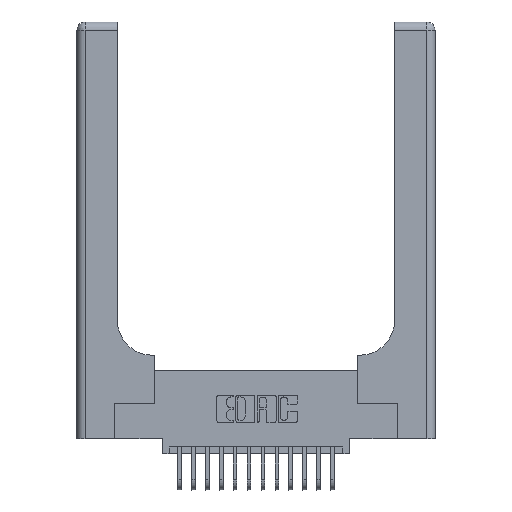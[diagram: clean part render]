
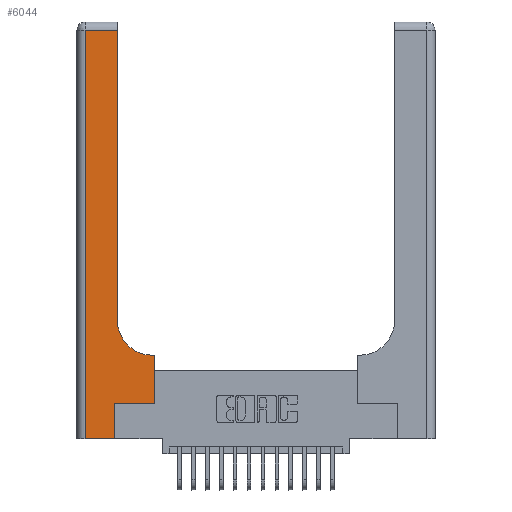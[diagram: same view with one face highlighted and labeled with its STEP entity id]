
A CAD part, top view. The second image highlights one B-rep face of the part: STEP entity #6044.
In plain terms, the highlighted planar face has unit normal (0, 0, 1).
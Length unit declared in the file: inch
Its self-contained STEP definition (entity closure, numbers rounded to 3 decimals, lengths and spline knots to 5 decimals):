
#45 = CARTESIAN_POINT ( 'NONE',  ( 0.2915, 0.85, 0.37 ) ) ;
#383 = VECTOR ( 'NONE', #13310, 39.37008 ) ;
#1051 = ORIENTED_EDGE ( 'NONE', *, *, #16702, .T. ) ;
#1922 = DIRECTION ( 'NONE',  ( 0., 1., 0. ) ) ;
#2092 = EDGE_CURVE ( 'NONE', #17705, #3242, #5392, .T. ) ;
#2620 = CARTESIAN_POINT ( 'NONE',  ( 0.269, 0.25, 0.37 ) ) ;
#2641 = CARTESIAN_POINT ( 'NONE',  ( 0.5585, 0.25, 0.37 ) ) ;
#2923 = EDGE_CURVE ( 'NONE', #16394, #17705, #14266, .T. ) ;
#3074 = EDGE_CURVE ( 'NONE', #13608, #7003, #12056, .T. ) ;
#3089 = VERTEX_POINT ( 'NONE', #4719 ) ;
#3242 = VERTEX_POINT ( 'NONE', #2641 ) ;
#3257 = DIRECTION ( 'NONE',  ( 1., 0., 0. ) ) ;
#3513 = ORIENTED_EDGE ( 'NONE', *, *, #2092, .T. ) ;
#3775 = AXIS2_PLACEMENT_3D ( 'NONE', #8239, #8532, #19565 ) ;
#4337 = CARTESIAN_POINT ( 'NONE',  ( 0.5415, 0.6, 0.37 ) ) ;
#4342 = LINE ( 'NONE', #14694, #4823 ) ;
#4378 = DIRECTION ( 'NONE',  ( 1., 0., 0. ) ) ;
#4621 = DIRECTION ( 'NONE',  ( 0., 1., 0. ) ) ;
#4719 = CARTESIAN_POINT ( 'NONE',  ( 0.2915, 2.94, 0.37 ) ) ;
#4823 = VECTOR ( 'NONE', #1922, 39.37008 ) ;
#4940 = VERTEX_POINT ( 'NONE', #45 ) ;
#5287 = CARTESIAN_POINT ( 'NONE',  ( 0.269, 0., 0.37 ) ) ;
#5392 = LINE ( 'NONE', #2620, #10392 ) ;
#5814 = DIRECTION ( 'NONE',  ( 1., 0., 0. ) ) ;
#6044 = ADVANCED_FACE ( 'NONE', ( #12125 ), #6193, .F. ) ;
#6059 = VERTEX_POINT ( 'NONE', #10101 ) ;
#6193 = PLANE ( 'NONE',  #3775 ) ;
#6439 = DIRECTION ( 'NONE',  ( 0., -1., 0. ) ) ;
#6831 = LINE ( 'NONE', #12588, #18712 ) ;
#7003 = VERTEX_POINT ( 'NONE', #16718 ) ;
#7095 = CARTESIAN_POINT ( 'NONE',  ( 0.2915, 0.6, 0.37 ) ) ;
#7361 = ORIENTED_EDGE ( 'NONE', *, *, #11864, .T. ) ;
#7494 = VECTOR ( 'NONE', #5814, 39.37008 ) ;
#7717 = CARTESIAN_POINT ( 'NONE',  ( 0.269, 0., 0.37 ) ) ;
#8239 = CARTESIAN_POINT ( 'NONE',  ( 0., 3., 0.37 ) ) ;
#8532 = DIRECTION ( 'NONE',  ( 0., 0., -1. ) ) ;
#8597 = CIRCLE ( 'NONE', #10174, 0.25 ) ;
#8778 = VECTOR ( 'NONE', #13484, 39.37008 ) ;
#9556 = DIRECTION ( 'NONE',  ( 0., 0., -1. ) ) ;
#10028 = LINE ( 'NONE', #11841, #383 ) ;
#10101 = CARTESIAN_POINT ( 'NONE',  ( 0.5585, 0.6, 0.37 ) ) ;
#10174 = AXIS2_PLACEMENT_3D ( 'NONE', #11129, #9556, #3257 ) ;
#10334 = EDGE_CURVE ( 'NONE', #4940, #3089, #6831, .T. ) ;
#10382 = ORIENTED_EDGE ( 'NONE', *, *, #11698, .T. ) ;
#10392 = VECTOR ( 'NONE', #4378, 39.37008 ) ;
#11129 = CARTESIAN_POINT ( 'NONE',  ( 0.5415, 0.85, 0.37 ) ) ;
#11226 = LINE ( 'NONE', #16819, #7494 ) ;
#11698 = EDGE_CURVE ( 'NONE', #3089, #13608, #10028, .T. ) ;
#11841 = CARTESIAN_POINT ( 'NONE',  ( 0., 2.94, 0.37 ) ) ;
#11864 = EDGE_CURVE ( 'NONE', #6059, #14942, #12470, .T. ) ;
#12056 = LINE ( 'NONE', #15696, #16974 ) ;
#12125 = FACE_OUTER_BOUND ( 'NONE', #13391, .T. ) ;
#12346 = DIRECTION ( 'NONE',  ( 0., 1., 0. ) ) ;
#12470 = LINE ( 'NONE', #7095, #8778 ) ;
#12588 = CARTESIAN_POINT ( 'NONE',  ( 0.2915, 3., 0.37 ) ) ;
#13310 = DIRECTION ( 'NONE',  ( -1., 0., 0. ) ) ;
#13320 = ORIENTED_EDGE ( 'NONE', *, *, #10334, .T. ) ;
#13391 = EDGE_LOOP ( 'NONE', ( #13320, #10382, #19172, #13789, #17471, #3513, #1051, #7361, #17165 ) ) ;
#13484 = DIRECTION ( 'NONE',  ( -1., 0., 0. ) ) ;
#13608 = VERTEX_POINT ( 'NONE', #17141 ) ;
#13789 = ORIENTED_EDGE ( 'NONE', *, *, #18215, .T. ) ;
#14266 = LINE ( 'NONE', #7717, #18979 ) ;
#14694 = CARTESIAN_POINT ( 'NONE',  ( 0.5585, 0.25, 0.37 ) ) ;
#14942 = VERTEX_POINT ( 'NONE', #4337 ) ;
#15696 = CARTESIAN_POINT ( 'NONE',  ( 0.06, 3., 0.37 ) ) ;
#16217 = EDGE_CURVE ( 'NONE', #14942, #4940, #8597, .T. ) ;
#16394 = VERTEX_POINT ( 'NONE', #5287 ) ;
#16702 = EDGE_CURVE ( 'NONE', #3242, #6059, #4342, .T. ) ;
#16718 = CARTESIAN_POINT ( 'NONE',  ( 0.06, 0., 0.37 ) ) ;
#16819 = CARTESIAN_POINT ( 'NONE',  ( 0., 0., 0.37 ) ) ;
#16974 = VECTOR ( 'NONE', #6439, 39.37008 ) ;
#17141 = CARTESIAN_POINT ( 'NONE',  ( 0.06, 2.94, 0.37 ) ) ;
#17165 = ORIENTED_EDGE ( 'NONE', *, *, #16217, .T. ) ;
#17471 = ORIENTED_EDGE ( 'NONE', *, *, #2923, .T. ) ;
#17705 = VERTEX_POINT ( 'NONE', #19970 ) ;
#18215 = EDGE_CURVE ( 'NONE', #7003, #16394, #11226, .T. ) ;
#18712 = VECTOR ( 'NONE', #4621, 39.37008 ) ;
#18979 = VECTOR ( 'NONE', #12346, 39.37008 ) ;
#19172 = ORIENTED_EDGE ( 'NONE', *, *, #3074, .T. ) ;
#19565 = DIRECTION ( 'NONE',  ( -1., 0., 0. ) ) ;
#19970 = CARTESIAN_POINT ( 'NONE',  ( 0.269, 0.25, 0.37 ) ) ;
